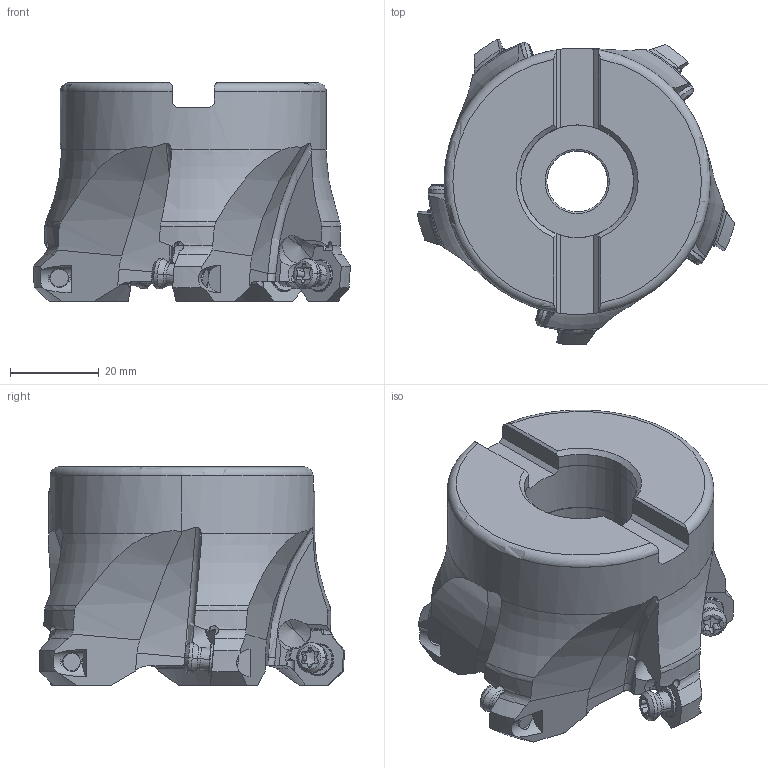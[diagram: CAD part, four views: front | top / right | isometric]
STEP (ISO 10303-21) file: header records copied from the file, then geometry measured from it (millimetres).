
FILE_DESCRIPTION((''),'2;1');
FILE_NAME('BRP7UPR0305C_ASM','2021-08-19T09:05:23',('tlyw01'),('PTC Japan'),'CREO PARAMETRIC BY PTC INC, 2018500','CREO PARAMETRIC BY PTC INC, 2018500','');
FILE_SCHEMA(('AUTOMOTIVE_DESIGN { 1 0 10303 214 1 1 1 1 }'));
Length unit declared in the file: millimetre
Products named in the file (7): BRP7UPR0305C_1; BRP7UPR0305C_2; BRP7UPR0305C_3; BRP7UPR0305C_4; BRP7UPR0305C_5; BRP7UPR0305C_6; BRP7UPR0305C_ASM
Assembly tree (6 placements, depth 2):
  BRP7UPR0305C_ASM
    BRP7UPR0305C_1
    BRP7UPR0305C_2
    BRP7UPR0305C_3
    BRP7UPR0305C_4
    BRP7UPR0305C_5
    BRP7UPR0305C_6
Bounding box: 71.57 x 68.83 x 49.17 mm (x, y, z)
Volume: 98694.9 mm3; surface area: 21096.7 mm2
Topology: 6 solids, 6 shells, 422 faces, 1193 edges, 774 vertices
Faces by surface type: cylinder 162, cone 103, plane 76, torus 71, bspline 10
Entity records: 24840 total; most frequent: CARTESIAN_POINT 7459, ORIENTED_EDGE 2346, DIRECTION 2064, PRESENTATION_STYLE_ASSIGNMENT 1609, STYLED_ITEM 1609, CURVE_STYLE 1181, EDGE_CURVE 1173, AXIS2_PLACEMENT_3D 888
